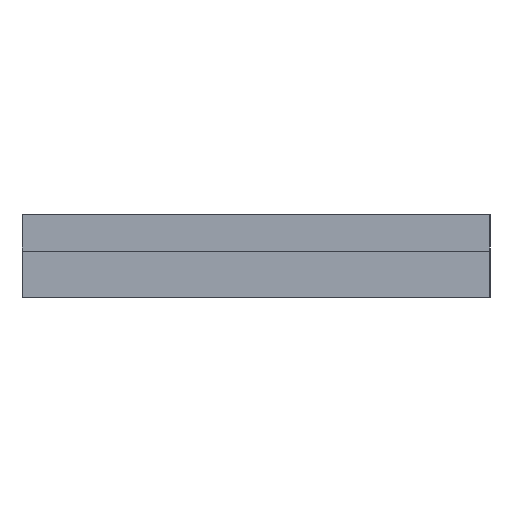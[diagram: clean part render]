
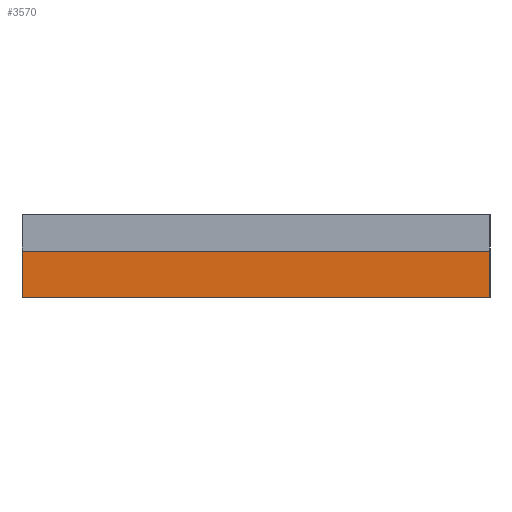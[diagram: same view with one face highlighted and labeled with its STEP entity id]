
A CAD part, left-side view. The second image highlights one B-rep face of the part: STEP entity #3570.
In plain terms, the highlighted planar face has unit normal (-1, 0, 0).
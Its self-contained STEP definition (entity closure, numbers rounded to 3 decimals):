
#800=CARTESIAN_POINT('',(-21.45,10.02,-3.52));
#810=DIRECTION('',(0.,-1.,0.));
#820=VECTOR('',#810,1.);
#830=LINE('',#800,#820);
#840=CARTESIAN_POINT('',(-21.45,10.02,-3.52));
#850=VERTEX_POINT('',#840);
#860=CARTESIAN_POINT('',(-21.45,-10.02,-3.52));
#870=VERTEX_POINT('',#860);
#880=EDGE_CURVE('',#850,#870,#830,.T.);
#2600=CARTESIAN_POINT('',(-21.45,10.02,0.));
#2610=DIRECTION('',(0.,0.,1.));
#2620=VECTOR('',#2610,1.);
#2630=LINE('',#2600,#2620);
#2640=CARTESIAN_POINT('',(-21.45,10.02,-1.52));
#2650=VERTEX_POINT('',#2640);
#2660=EDGE_CURVE('',#850,#2650,#2630,.T.);
#3280=CARTESIAN_POINT('',(-21.45,-10.02,0.));
#3290=DIRECTION('',(0.,0.,1.));
#3300=VECTOR('',#3290,1.);
#3310=LINE('',#3280,#3300);
#3320=CARTESIAN_POINT('',(-21.45,-10.02,-1.52));
#3330=VERTEX_POINT('',#3320);
#3340=EDGE_CURVE('',#870,#3330,#3310,.T.);
#3410=CARTESIAN_POINT('',(-21.45,-10.02,0.));
#3420=DIRECTION('',(-1.,0.,0.));
#3430=DIRECTION('',(0.,1.,0.));
#3440=AXIS2_PLACEMENT_3D('',#3410,#3420,#3430);
#3450=PLANE('',#3440);
#3460=ORIENTED_EDGE('',*,*,#3340,.T.);
#3470=ORIENTED_EDGE('',*,*,#880,.T.);
#3480=ORIENTED_EDGE('',*,*,#2660,.F.);
#3490=CARTESIAN_POINT('',(-21.45,0.,-1.52));
#3500=DIRECTION('',(0.,1.,0.));
#3510=VECTOR('',#3500,1.);
#3520=LINE('',#3490,#3510);
#3530=EDGE_CURVE('',#3330,#2650,#3520,.T.);
#3540=ORIENTED_EDGE('',*,*,#3530,.T.);
#3550=EDGE_LOOP('',(#3540,#3480,#3470,#3460));
#3560=FACE_OUTER_BOUND('',#3550,.T.);
#3570=ADVANCED_FACE('',(#3560),#3450,.T.);
